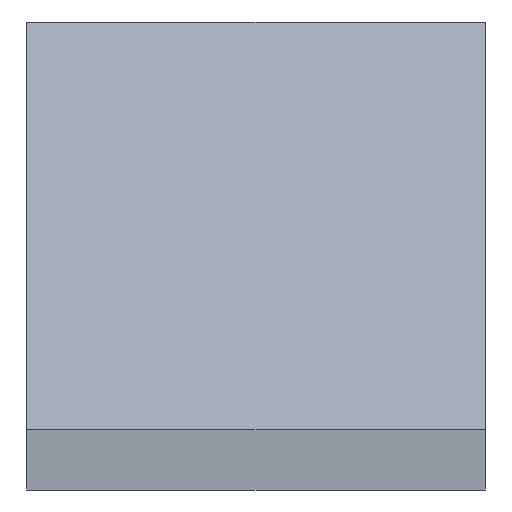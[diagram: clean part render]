
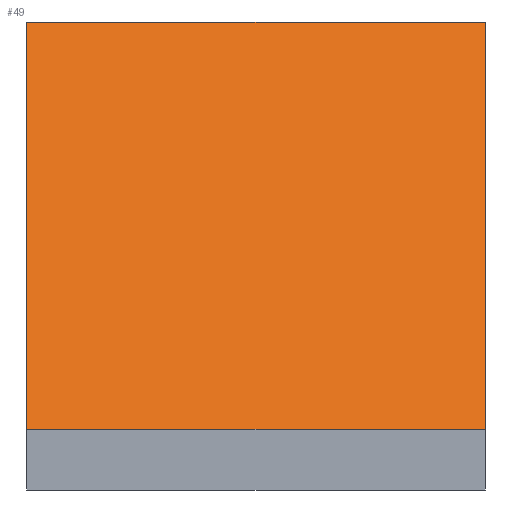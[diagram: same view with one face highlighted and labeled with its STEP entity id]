
A CAD part, front view. The second image highlights one B-rep face of the part: STEP entity #49.
In plain terms, the highlighted planar face has unit normal (0, -0.707, 0.707).
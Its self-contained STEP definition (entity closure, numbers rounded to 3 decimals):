
#49=ADVANCED_FACE('',(#94),#95,.T.);
#94=FACE_OUTER_BOUND('',#132,.T.);
#95=PLANE('',#133);
#132=EDGE_LOOP('',(#207,#208,#209,#210));
#133=AXIS2_PLACEMENT_3D('',#211,#212,#213);
#207=ORIENTED_EDGE('',*,*,#261,.F.);
#208=ORIENTED_EDGE('',*,*,#243,.F.);
#209=ORIENTED_EDGE('',*,*,#259,.F.);
#210=ORIENTED_EDGE('',*,*,#253,.F.);
#211=CARTESIAN_POINT('',(0.,-100.0,12.996));
#212=DIRECTION('',(0.,-0.707,0.707));
#213=DIRECTION('',(-1.0,0.,0.0));
#243=EDGE_CURVE('',#284,#286,#287,.T.);
#253=EDGE_CURVE('',#300,#302,#303,.T.);
#259=EDGE_CURVE('',#302,#284,#310,.T.);
#261=EDGE_CURVE('',#286,#300,#312,.T.);
#284=VERTEX_POINT('',#343);
#286=VERTEX_POINT('',#346);
#287=LINE('',#347,#348);
#300=VERTEX_POINT('',#367);
#302=VERTEX_POINT('',#370);
#303=LINE('',#371,#372);
#310=LINE('',#382,#383);
#312=LINE('',#385,#386);
#343=CARTESIAN_POINT('',(-49.0,-100.0,12.996));
#346=CARTESIAN_POINT('',(-49.0,-12.996,100.0));
#347=CARTESIAN_POINT('',(-49.0,-100.0,12.996));
#348=VECTOR('',#401,123.043);
#367=CARTESIAN_POINT('',(49.0,-12.996,100.0));
#370=CARTESIAN_POINT('',(49.0,-100.0,12.996));
#371=CARTESIAN_POINT('',(49.0,-12.996,100.0));
#372=VECTOR('',#409,123.043);
#382=CARTESIAN_POINT('',(49.0,-100.0,12.996));
#383=VECTOR('',#413,98.0);
#385=CARTESIAN_POINT('',(-49.0,-12.996,100.0));
#386=VECTOR('',#414,98.0);
#401=DIRECTION('',(0.,0.707,0.707));
#409=DIRECTION('',(0.,-0.707,-0.707));
#413=DIRECTION('',(-1.0,0.,0.));
#414=DIRECTION('',(1.0,0.,0.));
